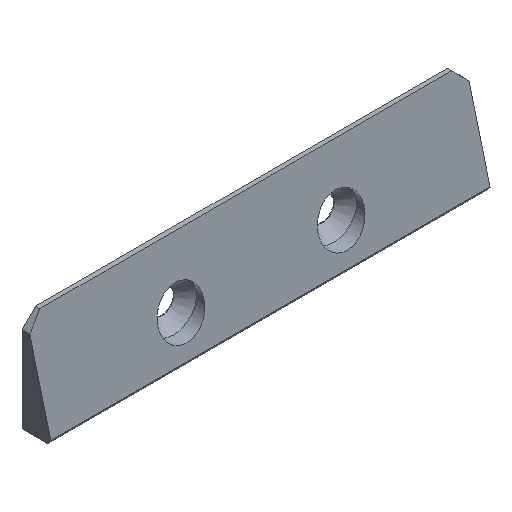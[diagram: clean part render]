
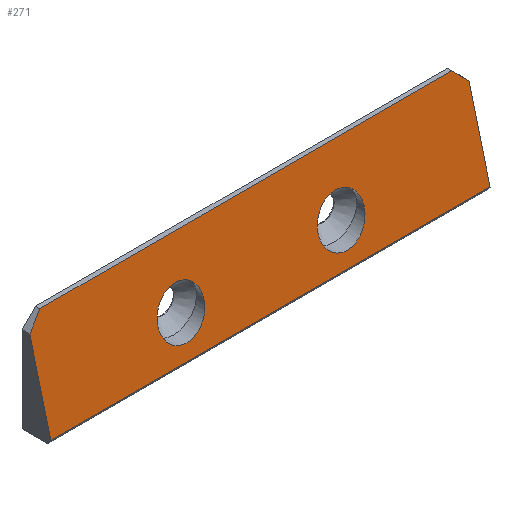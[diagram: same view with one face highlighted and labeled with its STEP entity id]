
A CAD part, isometric view. The second image highlights one B-rep face of the part: STEP entity #271.
In plain terms, the highlighted planar face has unit normal (0, -0.968, 0.25).
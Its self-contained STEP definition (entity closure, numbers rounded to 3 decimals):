
#15=FACE_BOUND('',#54,.T.);
#16=FACE_BOUND('',#55,.T.);
#19=PLANE('',#308);
#28=ELLIPSE('',#305,5.267,5.1);
#29=ELLIPSE('',#307,5.267,5.1);
#38=FACE_OUTER_BOUND('',#53,.T.);
#53=EDGE_LOOP('',(#211,#212,#213,#214,#215,#216));
#54=EDGE_LOOP('',(#217));
#55=EDGE_LOOP('',(#218));
#72=LINE('',#428,#99);
#73=LINE('',#430,#100);
#74=LINE('',#432,#101);
#75=LINE('',#434,#102);
#76=LINE('',#436,#103);
#77=LINE('',#437,#104);
#99=VECTOR('',#353,10.);
#100=VECTOR('',#354,10.);
#101=VECTOR('',#355,10.);
#102=VECTOR('',#356,10.);
#103=VECTOR('',#357,10.);
#104=VECTOR('',#358,10.);
#136=VERTEX_POINT('',#418);
#137=VERTEX_POINT('',#422);
#138=VERTEX_POINT('',#426);
#139=VERTEX_POINT('',#427);
#140=VERTEX_POINT('',#429);
#141=VERTEX_POINT('',#431);
#142=VERTEX_POINT('',#433);
#143=VERTEX_POINT('',#435);
#163=EDGE_CURVE('',#136,#136,#28,.T.);
#165=EDGE_CURVE('',#137,#137,#29,.T.);
#166=EDGE_CURVE('',#138,#139,#72,.T.);
#167=EDGE_CURVE('',#140,#139,#73,.F.);
#168=EDGE_CURVE('',#141,#140,#74,.F.);
#169=EDGE_CURVE('',#142,#141,#75,.T.);
#170=EDGE_CURVE('',#142,#143,#76,.F.);
#171=EDGE_CURVE('',#143,#138,#77,.F.);
#211=ORIENTED_EDGE('',*,*,#166,.T.);
#212=ORIENTED_EDGE('',*,*,#167,.F.);
#213=ORIENTED_EDGE('',*,*,#168,.F.);
#214=ORIENTED_EDGE('',*,*,#169,.F.);
#215=ORIENTED_EDGE('',*,*,#170,.T.);
#216=ORIENTED_EDGE('',*,*,#171,.T.);
#217=ORIENTED_EDGE('',*,*,#163,.T.);
#218=ORIENTED_EDGE('',*,*,#165,.T.);
#271=ADVANCED_FACE('',(#38,#15,#16),#19,.T.);
#305=AXIS2_PLACEMENT_3D('',#420,#344,#345);
#307=AXIS2_PLACEMENT_3D('',#424,#349,#350);
#308=AXIS2_PLACEMENT_3D('',#425,#351,#352);
#344=DIRECTION('center_axis',(0.,0.968,-0.25));
#345=DIRECTION('ref_axis',(0.,0.25,0.968));
#349=DIRECTION('center_axis',(0.,0.968,-0.25));
#350=DIRECTION('ref_axis',(0.,0.25,0.968));
#351=DIRECTION('center_axis',(0.,-0.968,0.25));
#352=DIRECTION('ref_axis',(0.,0.25,0.968));
#353=DIRECTION('',(-1.,0.,0.));
#354=DIRECTION('',(-0.696,-0.179,-0.696));
#355=DIRECTION('',(0.,-0.25,-0.968));
#356=DIRECTION('',(-1.,0.,0.));
#357=DIRECTION('',(0.,-0.25,-0.968));
#358=DIRECTION('',(0.696,-0.179,-0.696));
#418=CARTESIAN_POINT('',(191.4,190.919,497.468));
#420=CARTESIAN_POINT('Origin',(196.5,190.919,497.468));
#422=CARTESIAN_POINT('',(226.8,190.919,497.468));
#424=CARTESIAN_POINT('Origin',(231.9,190.919,497.468));
#425=CARTESIAN_POINT('Origin',(262.7,188.631,488.592));
#426=CARTESIAN_POINT('',(259.7,194.27,510.468));
#427=CARTESIAN_POINT('',(168.7,194.27,510.468));
#428=CARTESIAN_POINT('',(262.7,194.27,510.468));
#429=CARTESIAN_POINT('',(165.7,193.496,507.468));
#430=CARTESIAN_POINT('',(191.514,200.15,533.281));
#431=CARTESIAN_POINT('',(165.7,188.849,489.436));
#432=CARTESIAN_POINT('',(165.7,196.538,519.267));
#433=CARTESIAN_POINT('',(262.7,188.849,489.436));
#434=CARTESIAN_POINT('',(262.7,188.849,489.436));
#435=CARTESIAN_POINT('',(262.7,193.496,507.468));
#436=CARTESIAN_POINT('',(262.7,196.538,519.267));
#437=CARTESIAN_POINT('',(236.886,200.15,533.281));
